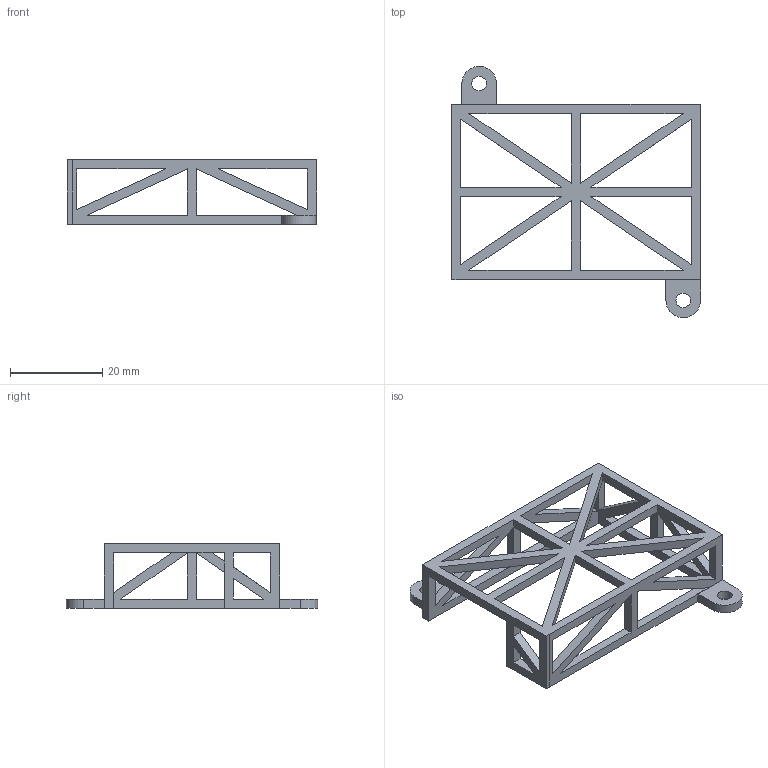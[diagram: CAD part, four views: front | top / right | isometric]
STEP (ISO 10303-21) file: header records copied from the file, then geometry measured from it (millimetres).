
FILE_DESCRIPTION(/* description */ (''),/* implementation_level */ '2;1');
FILE_NAME(/* name */ 'Battery Holder 1200mAh X2.step',/* time_stamp */ '2023-01-30T12:40:05-05:00',/* author */ (''),/* organization */ (''),/* preprocessor_version */ 'ST-DEVELOPER v19.2',/* originating_system */ 'Autodesk Translation Framework v11.17.0.187',/* authorisation */ '');
FILE_SCHEMA (('AUTOMOTIVE_DESIGN { 1 0 10303 214 3 1 1 }'));
Length unit declared in the file: millimetre
Products named in the file (1): Battery Holder 1200mAh X2
Bounding box: 54 x 54.5 x 14 mm (x, y, z)
Volume: 3137 mm3; surface area: 5941.3 mm2
Topology: 2 solids, 2 shells, 79 faces, 267 edges, 172 vertices
Faces by surface type: plane 74, cylinder 5
Full cylindrical faces by diameter (mm): 3.175 x2
Entity records: 2955 total; most frequent: ORIENTED_EDGE 534, CARTESIAN_POINT 519, DIRECTION 437, EDGE_CURVE 267, LINE 257, VECTOR 257, VERTEX_POINT 172, EDGE_LOOP 107
